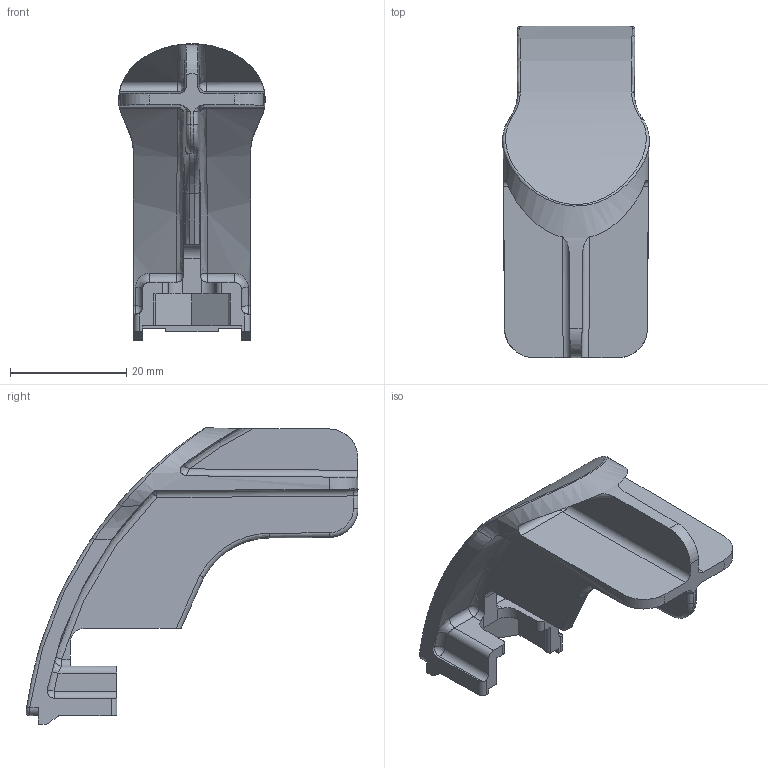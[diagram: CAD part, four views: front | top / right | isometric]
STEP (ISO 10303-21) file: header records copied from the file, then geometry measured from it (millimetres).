
FILE_DESCRIPTION (( 'STEP AP203' ), '1' );
FILE_NAME ('151150.step', '2021-06-03T16:25:59', ( '' ), ( '' ), 'SwSTEP 2.0', 'SolidWorks 2021', '' );
FILE_SCHEMA (( 'CONFIG_CONTROL_DESIGN' ));
Length unit declared in the file: millimetre
Products named in the file (1): 151150
Bounding box: 25.25 x 57.14 x 51.03 mm (x, y, z)
Volume: 8697.1 mm3; surface area: 6861.6 mm2
Topology: 1 solids, 1 shells, 138 faces, 373 edges, 229 vertices
Faces by surface type: cylinder 49, plane 48, bspline 33, sphere 4, torus 2, cone 2
Entity records: 6606 total; most frequent: CARTESIAN_POINT 3480, ORIENTED_EDGE 722, DIRECTION 530, EDGE_CURVE 361, VERTEX_POINT 225, AXIS2_PLACEMENT_3D 178, LINE 174, VECTOR 174
